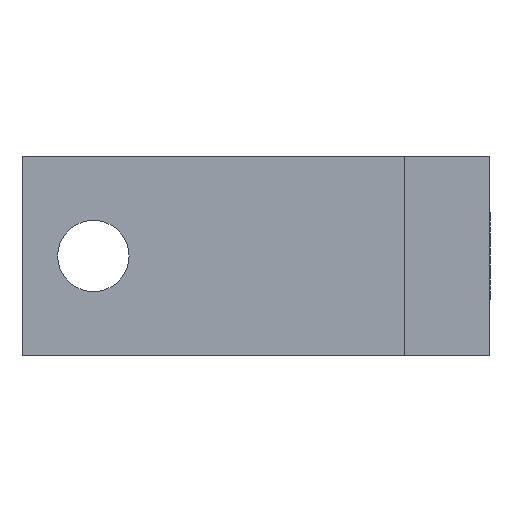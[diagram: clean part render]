
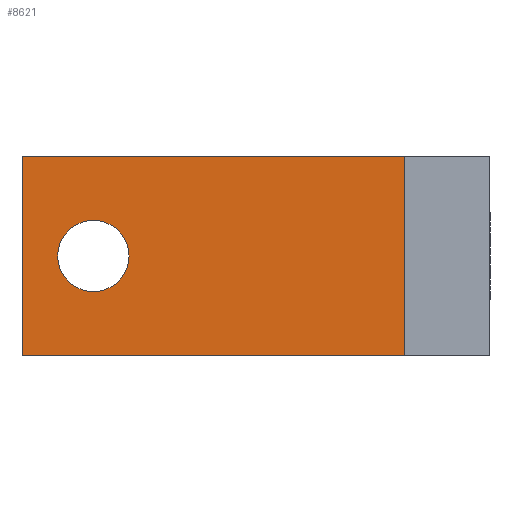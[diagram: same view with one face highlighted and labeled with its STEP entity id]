
A CAD part, left-side view. The second image highlights one B-rep face of the part: STEP entity #8621.
In plain terms, the highlighted planar face has unit normal (-1, 0, 0).
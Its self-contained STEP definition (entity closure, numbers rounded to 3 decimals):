
#188 = VECTOR ( 'NONE', #6174, 1000. ) ;
#237 = EDGE_CURVE ( 'NONE', #3215, #14687, #11961, .T. ) ;
#408 = DIRECTION ( 'NONE',  ( 0., 0., -1. ) ) ;
#857 = EDGE_LOOP ( 'NONE', ( #5566, #5412, #2695, #4719 ) ) ;
#905 = CARTESIAN_POINT ( 'NONE',  ( -9., 6., 7. ) ) ;
#1078 = VERTEX_POINT ( 'NONE', #12187 ) ;
#1576 = CARTESIAN_POINT ( 'NONE',  ( -9., 6., 7. ) ) ;
#1867 = CARTESIAN_POINT ( 'NONE',  ( -9., 6., -7. ) ) ;
#1935 = EDGE_CURVE ( 'NONE', #1078, #13914, #5866, .T. ) ;
#2250 = CARTESIAN_POINT ( 'NONE',  ( -9., 6., 7. ) ) ;
#2365 = DIRECTION ( 'NONE',  ( 0., 0., 1. ) ) ;
#2438 = CARTESIAN_POINT ( 'NONE',  ( -9., 6., -7. ) ) ;
#2695 = ORIENTED_EDGE ( 'NONE', *, *, #1935, .F. ) ;
#2718 = LINE ( 'NONE', #1576, #188 ) ;
#2926 = DIRECTION ( 'NONE',  ( 0., -1., 0. ) ) ;
#3023 = CIRCLE ( 'NONE', #11682, 2.5 ) ;
#3215 = VERTEX_POINT ( 'NONE', #6749 ) ;
#3665 = FACE_OUTER_BOUND ( 'NONE', #857, .T. ) ;
#4451 = EDGE_CURVE ( 'NONE', #13914, #14687, #2718, .T. ) ;
#4719 = ORIENTED_EDGE ( 'NONE', *, *, #9832, .T. ) ;
#5412 = ORIENTED_EDGE ( 'NONE', *, *, #4451, .F. ) ;
#5566 = ORIENTED_EDGE ( 'NONE', *, *, #237, .T. ) ;
#5567 = CARTESIAN_POINT ( 'NONE',  ( -9., 27.8, 0. ) ) ;
#5583 = VERTEX_POINT ( 'NONE', #14825 ) ;
#5866 = LINE ( 'NONE', #2250, #7380 ) ;
#6128 = LINE ( 'NONE', #10720, #9865 ) ;
#6136 = DIRECTION ( 'NONE',  ( 1., 0., 0. ) ) ;
#6174 = DIRECTION ( 'NONE',  ( 0., 0., -1. ) ) ;
#6430 = ORIENTED_EDGE ( 'NONE', *, *, #12785, .F. ) ;
#6749 = CARTESIAN_POINT ( 'NONE',  ( -9., 32.8, -7. ) ) ;
#7348 = CARTESIAN_POINT ( 'NONE',  ( -9., 6., 7. ) ) ;
#7380 = VECTOR ( 'NONE', #10311, 1000. ) ;
#7518 = ORIENTED_EDGE ( 'NONE', *, *, #9403, .F. ) ;
#7911 = DIRECTION ( 'NONE',  ( 0., 0., 1. ) ) ;
#8331 = DIRECTION ( 'NONE',  ( 0., 0., -1. ) ) ;
#8548 = FACE_BOUND ( 'NONE', #9661, .T. ) ;
#8621 = ADVANCED_FACE ( 'NONE', ( #8548, #3665 ), #10807, .F. ) ;
#8896 = CIRCLE ( 'NONE', #12757, 2.5 ) ;
#9143 = CARTESIAN_POINT ( 'NONE',  ( -9., 27.8, 0. ) ) ;
#9403 = EDGE_CURVE ( 'NONE', #5583, #10774, #8896, .T. ) ;
#9661 = EDGE_LOOP ( 'NONE', ( #6430, #7518 ) ) ;
#9832 = EDGE_CURVE ( 'NONE', #1078, #3215, #6128, .T. ) ;
#9865 = VECTOR ( 'NONE', #408, 1000. ) ;
#10311 = DIRECTION ( 'NONE',  ( 0., -1., 0. ) ) ;
#10720 = CARTESIAN_POINT ( 'NONE',  ( -9., 32.8, 7. ) ) ;
#10774 = VERTEX_POINT ( 'NONE', #14385 ) ;
#10807 = PLANE ( 'NONE',  #11051 ) ;
#11051 = AXIS2_PLACEMENT_3D ( 'NONE', #7348, #6136, #8331 ) ;
#11682 = AXIS2_PLACEMENT_3D ( 'NONE', #9143, #13811, #2365 ) ;
#11961 = LINE ( 'NONE', #1867, #14807 ) ;
#12187 = CARTESIAN_POINT ( 'NONE',  ( -9., 32.8, 7. ) ) ;
#12757 = AXIS2_PLACEMENT_3D ( 'NONE', #5567, #14822, #7911 ) ;
#12785 = EDGE_CURVE ( 'NONE', #10774, #5583, #3023, .T. ) ;
#13811 = DIRECTION ( 'NONE',  ( -1., 0., 0. ) ) ;
#13914 = VERTEX_POINT ( 'NONE', #905 ) ;
#14385 = CARTESIAN_POINT ( 'NONE',  ( -9., 27.8, 2.5 ) ) ;
#14687 = VERTEX_POINT ( 'NONE', #2438 ) ;
#14807 = VECTOR ( 'NONE', #2926, 1000. ) ;
#14822 = DIRECTION ( 'NONE',  ( -1., 0., 0. ) ) ;
#14825 = CARTESIAN_POINT ( 'NONE',  ( -9., 27.8, -2.5 ) ) ;
